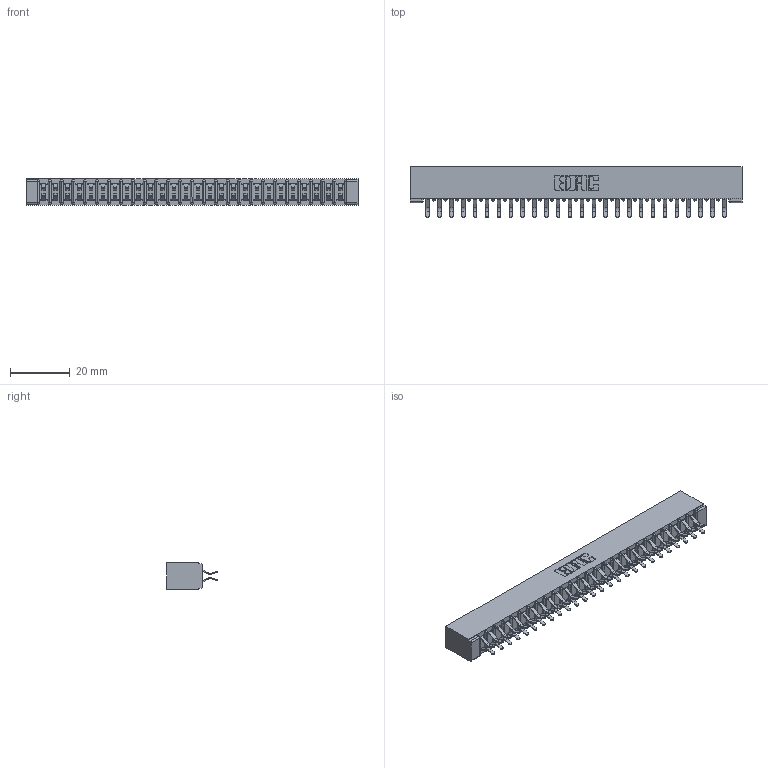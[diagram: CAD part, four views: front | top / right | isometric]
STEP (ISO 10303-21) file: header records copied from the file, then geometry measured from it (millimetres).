
FILE_DESCRIPTION (( 'STEP AP203' ), '1' );
FILE_NAME ('307-052-456-201.STEP', '2020-09-30T07:33:42', ( '' ), ( '' ), 'SwSTEP 2.0', 'SolidWorks 2020', '' );
FILE_SCHEMA (( 'CONFIG_CONTROL_DESIGN' ));
Length unit declared in the file: inch
Products named in the file (3): 307-052-456-201; 307 Part_No Mounting Lugs; 307-290-001_556
Assembly tree (53 placements, depth 2):
  307-052-456-201
    307 Part_No Mounting Lugs
    307-290-001_556  x52
Bounding box: 110.9 x 16.97 x 8.71 mm (x, y, z)
Volume: 7477 mm3; surface area: 13833.6 mm2
Topology: 53 solids, 53 shells, 2737 faces, 7683 edges, 4978 vertices
Faces by surface type: plane 1782, cylinder 901, sphere 54
Entity records: 24920 total; most frequent: CARTESIAN_POINT 4078, ORIENTED_EDGE 4038, DIRECTION 4001, EDGE_CURVE 2019, VECTOR 1543, LINE 1543, VERTEX_POINT 1306, AXIS2_PLACEMENT_3D 1229
